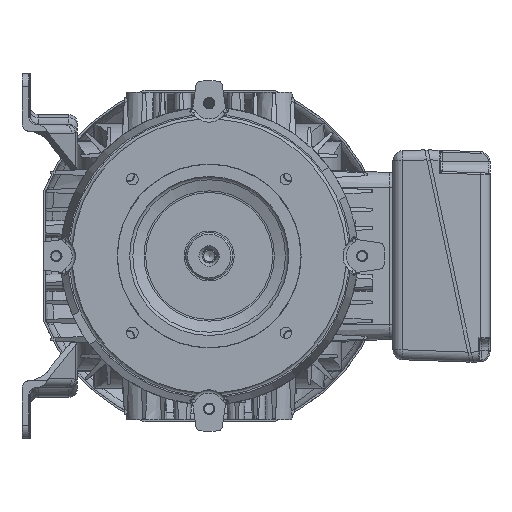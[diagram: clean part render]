
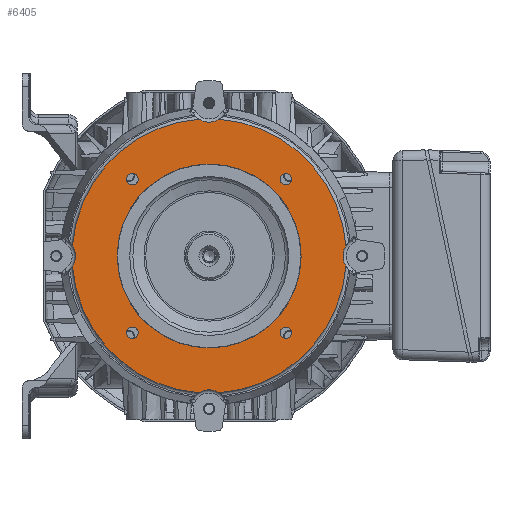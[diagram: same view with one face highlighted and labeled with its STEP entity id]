
A CAD part, front view. The second image highlights one B-rep face of the part: STEP entity #6405.
In plain terms, the highlighted planar face has unit normal (0, -1, 0).
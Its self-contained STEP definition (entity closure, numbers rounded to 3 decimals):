
#6405 = ADVANCED_FACE( '', ( #14629, #14630, #14631, #14632, #14633, #14634 ), #14635, .T. );
#14629 = FACE_BOUND( '', #42406, .T. );
#14630 = FACE_BOUND( '', #42407, .T. );
#14631 = FACE_BOUND( '', #42408, .T. );
#14632 = FACE_BOUND( '', #42409, .T. );
#14633 = FACE_OUTER_BOUND( '', #42410, .T. );
#14634 = FACE_BOUND( '', #42411, .T. );
#14635 = PLANE( '', #42412 );
#42406 = EDGE_LOOP( '', ( #77185 ) );
#42407 = EDGE_LOOP( '', ( #77186 ) );
#42408 = EDGE_LOOP( '', ( #77187 ) );
#42409 = EDGE_LOOP( '', ( #77188 ) );
#42410 = EDGE_LOOP( '', ( #77189, #77190, #77191, #77192, #77193, #77194, #77195, #77196 ) );
#42411 = EDGE_LOOP( '', ( #77197 ) );
#42412 = AXIS2_PLACEMENT_3D( '', #77198, #77199, #77200 );
#77185 = ORIENTED_EDGE( '', *, *, #92983, .F. );
#77186 = ORIENTED_EDGE( '', *, *, #97807, .F. );
#77187 = ORIENTED_EDGE( '', *, *, #96747, .F. );
#77188 = ORIENTED_EDGE( '', *, *, #97808, .F. );
#77189 = ORIENTED_EDGE( '', *, *, #93704, .T. );
#77190 = ORIENTED_EDGE( '', *, *, #96994, .F. );
#77191 = ORIENTED_EDGE( '', *, *, #92078, .T. );
#77192 = ORIENTED_EDGE( '', *, *, #90626, .F. );
#77193 = ORIENTED_EDGE( '', *, *, #97809, .T. );
#77194 = ORIENTED_EDGE( '', *, *, #91061, .F. );
#77195 = ORIENTED_EDGE( '', *, *, #97810, .T. );
#77196 = ORIENTED_EDGE( '', *, *, #94772, .F. );
#77197 = ORIENTED_EDGE( '', *, *, #97811, .F. );
#77198 = CARTESIAN_POINT( '', ( 55., -170.05, 0. ) );
#77199 = DIRECTION( '', ( 0., -1., 0. ) );
#77200 = DIRECTION( '', ( -1., 0., 0. ) );
#90626 = EDGE_CURVE( '', #101882, #101884, #101885, .T. );
#91061 = EDGE_CURVE( '', #102661, #102663, #102664, .T. );
#92078 = EDGE_CURVE( '', #104445, #101884, #104446, .T. );
#92983 = EDGE_CURVE( '', #105974, #105974, #105975, .T. );
#93704 = EDGE_CURVE( '', #107156, #107154, #107157, .T. );
#94772 = EDGE_CURVE( '', #107156, #108854, #108855, .T. );
#96747 = EDGE_CURVE( '', #111796, #111796, #111797, .T. );
#96994 = EDGE_CURVE( '', #104445, #107154, #112128, .T. );
#97807 = EDGE_CURVE( '', #113224, #113224, #113225, .T. );
#97808 = EDGE_CURVE( '', #113226, #113226, #113227, .T. );
#97809 = EDGE_CURVE( '', #101882, #102663, #113228, .T. );
#97810 = EDGE_CURVE( '', #102661, #108854, #113229, .T. );
#97811 = EDGE_CURVE( '', #113230, #113230, #113231, .T. );
#101882 = VERTEX_POINT( '', #119066 );
#101884 = VERTEX_POINT( '', #119069 );
#101885 = CIRCLE( '', #119070, 11.45 );
#102661 = VERTEX_POINT( '', #121262 );
#102663 = VERTEX_POINT( '', #121265 );
#102664 = CIRCLE( '', #121266, 11.45 );
#104445 = VERTEX_POINT( '', #126650 );
#104446 = CIRCLE( '', #126651, 82.05 );
#105974 = VERTEX_POINT( '', #130617 );
#105975 = CIRCLE( '', #130618, 3.443 );
#107154 = VERTEX_POINT( '', #134088 );
#107156 = VERTEX_POINT( '', #134091 );
#107157 = CIRCLE( '', #134092, 82.05 );
#108854 = VERTEX_POINT( '', #139007 );
#108855 = CIRCLE( '', #139008, 11.45 );
#111796 = VERTEX_POINT( '', #148092 );
#111797 = CIRCLE( '', #148093, 3.443 );
#112128 = CIRCLE( '', #148993, 11.45 );
#113224 = VERTEX_POINT( '', #152163 );
#113225 = CIRCLE( '', #152164, 3.443 );
#113226 = VERTEX_POINT( '', #152165 );
#113227 = CIRCLE( '', #152166, 3.443 );
#113228 = CIRCLE( '', #152167, 82.05 );
#113229 = CIRCLE( '', #152168, 82.05 );
#113230 = VERTEX_POINT( '', #152169 );
#113231 = CIRCLE( '', #152170, 55.05 );
#119066 = CARTESIAN_POINT( '', ( -81.822, -170.05, -6.118 ) );
#119069 = CARTESIAN_POINT( '', ( -81.822, -170.05, 6.118 ) );
#119070 = AXIS2_PLACEMENT_3D( '', #163686, #163687, #163688 );
#121262 = CARTESIAN_POINT( '', ( 6.118, -170.05, -81.822 ) );
#121265 = CARTESIAN_POINT( '', ( -6.118, -170.05, -81.822 ) );
#121266 = AXIS2_PLACEMENT_3D( '', #164193, #164194, #164195 );
#126650 = CARTESIAN_POINT( '', ( -6.118, -170.05, 81.822 ) );
#126651 = AXIS2_PLACEMENT_3D( '', #165373, #165374, #165375 );
#130617 = CARTESIAN_POINT( '', ( 42.519, -170.05, 45.962 ) );
#130618 = AXIS2_PLACEMENT_3D( '', #166497, #166498, #166499 );
#134088 = CARTESIAN_POINT( '', ( 6.118, -170.05, 81.822 ) );
#134091 = CARTESIAN_POINT( '', ( 81.822, -170.05, 6.118 ) );
#134092 = AXIS2_PLACEMENT_3D( '', #167304, #167305, #167306 );
#139007 = CARTESIAN_POINT( '', ( 81.822, -170.05, -6.118 ) );
#139008 = AXIS2_PLACEMENT_3D( '', #168640, #168641, #168642 );
#148092 = CARTESIAN_POINT( '', ( -49.404, -170.05, -45.962 ) );
#148093 = AXIS2_PLACEMENT_3D( '', #170878, #170879, #170880 );
#148993 = AXIS2_PLACEMENT_3D( '', #171133, #171134, #171135 );
#152163 = CARTESIAN_POINT( '', ( -49.404, -170.05, 45.962 ) );
#152164 = AXIS2_PLACEMENT_3D( '', #171953, #171954, #171955 );
#152165 = CARTESIAN_POINT( '', ( 42.519, -170.05, -45.962 ) );
#152166 = AXIS2_PLACEMENT_3D( '', #171956, #171957, #171958 );
#152167 = AXIS2_PLACEMENT_3D( '', #171959, #171960, #171961 );
#152168 = AXIS2_PLACEMENT_3D( '', #171962, #171963, #171964 );
#152169 = CARTESIAN_POINT( '', ( -55.05, -170.05, 0. ) );
#152170 = AXIS2_PLACEMENT_3D( '', #171965, #171966, #171967 );
#163686 = CARTESIAN_POINT( '', ( -91.5, -170.05, 0. ) );
#163687 = DIRECTION( '', ( 0., -1., 0. ) );
#163688 = DIRECTION( '', ( -1., 0., 0. ) );
#164193 = CARTESIAN_POINT( '', ( 0., -170.05, -91.5 ) );
#164194 = DIRECTION( '', ( 0., -1., 0. ) );
#164195 = DIRECTION( '', ( -1., 0., 0. ) );
#165373 = CARTESIAN_POINT( '', ( 0., -170.05, 0. ) );
#165374 = DIRECTION( '', ( 0., -1., 0. ) );
#165375 = DIRECTION( '', ( -1., 0., 0. ) );
#166497 = CARTESIAN_POINT( '', ( 45.962, -170.05, 45.962 ) );
#166498 = DIRECTION( '', ( 0., -1., 0. ) );
#166499 = DIRECTION( '', ( -1., 0., 0. ) );
#167304 = CARTESIAN_POINT( '', ( 0., -170.05, 0. ) );
#167305 = DIRECTION( '', ( 0., -1., 0. ) );
#167306 = DIRECTION( '', ( -1., 0., 0. ) );
#168640 = CARTESIAN_POINT( '', ( 91.5, -170.05, 0. ) );
#168641 = DIRECTION( '', ( 0., -1., 0. ) );
#168642 = DIRECTION( '', ( -1., 0., 0. ) );
#170878 = CARTESIAN_POINT( '', ( -45.962, -170.05, -45.962 ) );
#170879 = DIRECTION( '', ( 0., -1., 0. ) );
#170880 = DIRECTION( '', ( -1., 0., 0. ) );
#171133 = CARTESIAN_POINT( '', ( 0., -170.05, 91.5 ) );
#171134 = DIRECTION( '', ( 0., -1., 0. ) );
#171135 = DIRECTION( '', ( -1., 0., 0. ) );
#171953 = CARTESIAN_POINT( '', ( -45.962, -170.05, 45.962 ) );
#171954 = DIRECTION( '', ( 0., -1., 0. ) );
#171955 = DIRECTION( '', ( -1., 0., 0. ) );
#171956 = CARTESIAN_POINT( '', ( 45.962, -170.05, -45.962 ) );
#171957 = DIRECTION( '', ( 0., -1., 0. ) );
#171958 = DIRECTION( '', ( -1., 0., 0. ) );
#171959 = CARTESIAN_POINT( '', ( 0., -170.05, 0. ) );
#171960 = DIRECTION( '', ( 0., -1., 0. ) );
#171961 = DIRECTION( '', ( -1., 0., 0. ) );
#171962 = CARTESIAN_POINT( '', ( 0., -170.05, 0. ) );
#171963 = DIRECTION( '', ( 0., -1., 0. ) );
#171964 = DIRECTION( '', ( -1., 0., 0. ) );
#171965 = CARTESIAN_POINT( '', ( 0., -170.05, 0. ) );
#171966 = DIRECTION( '', ( 0., -1., 0. ) );
#171967 = DIRECTION( '', ( -1., 0., 0. ) );
